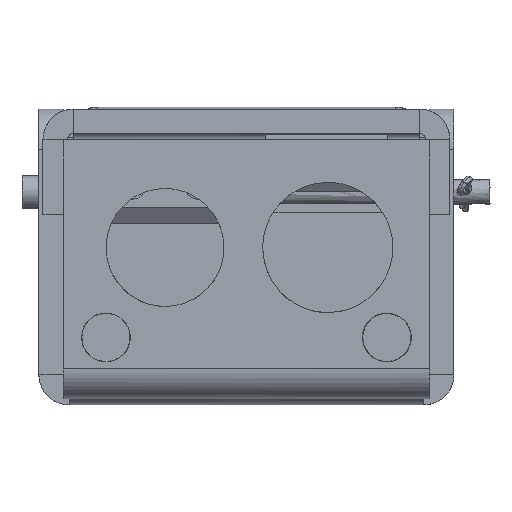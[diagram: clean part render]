
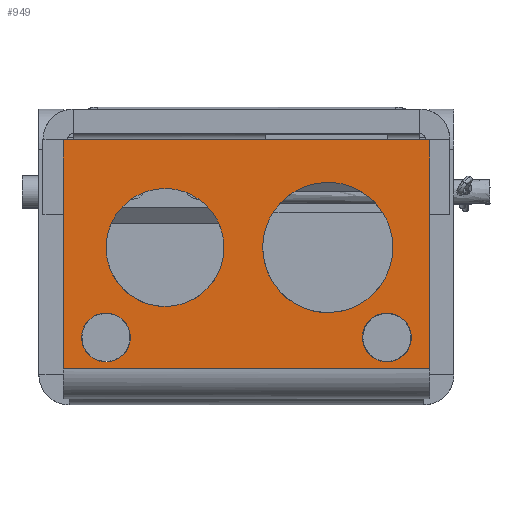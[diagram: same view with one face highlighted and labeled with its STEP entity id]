
A CAD part, left-side view. The second image highlights one B-rep face of the part: STEP entity #949.
In plain terms, the highlighted free-form (B-spline) face has degree [1, 1] with [2, 2] control points.
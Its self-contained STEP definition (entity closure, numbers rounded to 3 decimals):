
#120 = VERTEX_POINT('',#121);
#121 = CARTESIAN_POINT('',(1723.151,938.979,
    1153.779));
#126 = EDGE_CURVE('',#127,#120,#129,.T.);
#127 = VERTEX_POINT('',#128);
#128 = CARTESIAN_POINT('',(1723.151,938.979,
    1145.546));
#129 = ( BOUNDED_CURVE() B_SPLINE_CURVE(2,(#130,#131,#132,#133,#134),
.UNSPECIFIED.,.F.,.F.) B_SPLINE_CURVE_WITH_KNOTS((3,2,3),(3.142,
4.712,6.283),.PIECEWISE_BEZIER_KNOTS.) CURVE() 
GEOMETRIC_REPRESENTATION_ITEM() RATIONAL_B_SPLINE_CURVE((1.,
0.707,1.,0.707,1.)) REPRESENTATION_ITEM('') );
#130 = CARTESIAN_POINT('',(1723.151,938.979,
    1145.546));
#131 = CARTESIAN_POINT('',(1723.151,934.863,
    1145.546));
#132 = CARTESIAN_POINT('',(1723.151,934.863,
    1149.663));
#133 = CARTESIAN_POINT('',(1723.151,934.863,
    1153.779));
#134 = CARTESIAN_POINT('',(1723.151,938.979,
    1153.779));
#168 = VERTEX_POINT('',#169);
#169 = CARTESIAN_POINT('',(1723.151,891.613,
    1153.779));
#174 = EDGE_CURVE('',#175,#168,#177,.T.);
#175 = VERTEX_POINT('',#176);
#176 = CARTESIAN_POINT('',(1723.151,891.613,
    1145.546));
#177 = ( BOUNDED_CURVE() B_SPLINE_CURVE(2,(#178,#179,#180,#181,#182),
.UNSPECIFIED.,.F.,.F.) B_SPLINE_CURVE_WITH_KNOTS((3,2,3),(3.142,
4.712,6.283),.PIECEWISE_BEZIER_KNOTS.) CURVE() 
GEOMETRIC_REPRESENTATION_ITEM() RATIONAL_B_SPLINE_CURVE((1.,
0.707,1.,0.707,1.)) REPRESENTATION_ITEM('') );
#178 = CARTESIAN_POINT('',(1723.151,891.613,
    1145.546));
#179 = CARTESIAN_POINT('',(1723.151,887.496,
    1145.546));
#180 = CARTESIAN_POINT('',(1723.151,887.496,
    1149.663));
#181 = CARTESIAN_POINT('',(1723.151,887.496,
    1153.779));
#182 = CARTESIAN_POINT('',(1723.151,891.613,
    1153.779));
#214 = VERTEX_POINT('',#215);
#215 = CARTESIAN_POINT('',(1723.151,901.574,
    1153.853));
#233 = VERTEX_POINT('',#234);
#234 = CARTESIAN_POINT('',(1723.151,901.574,
    1175.808));
#239 = EDGE_CURVE('',#214,#233,#240,.T.);
#240 = ( BOUNDED_CURVE() B_SPLINE_CURVE(2,(#241,#242,#243,#244,#245),
.UNSPECIFIED.,.F.,.F.) B_SPLINE_CURVE_WITH_KNOTS((3,2,3),(3.142,
4.712,6.283),.PIECEWISE_BEZIER_KNOTS.) CURVE() 
GEOMETRIC_REPRESENTATION_ITEM() RATIONAL_B_SPLINE_CURVE((1.,
0.707,1.,0.707,1.)) REPRESENTATION_ITEM('') );
#241 = CARTESIAN_POINT('',(1723.151,901.574,
    1153.853));
#242 = CARTESIAN_POINT('',(1723.151,890.596,
    1153.853));
#243 = CARTESIAN_POINT('',(1723.151,890.596,
    1164.831));
#244 = CARTESIAN_POINT('',(1723.151,890.596,
    1175.808));
#245 = CARTESIAN_POINT('',(1723.151,901.574,
    1175.808));
#262 = VERTEX_POINT('',#263);
#263 = CARTESIAN_POINT('',(1723.151,929.018,
    1154.882));
#281 = VERTEX_POINT('',#282);
#282 = CARTESIAN_POINT('',(1723.151,929.018,
    1174.779));
#287 = EDGE_CURVE('',#262,#281,#288,.T.);
#288 = ( BOUNDED_CURVE() B_SPLINE_CURVE(2,(#289,#290,#291,#292,#293),
.UNSPECIFIED.,.F.,.F.) B_SPLINE_CURVE_WITH_KNOTS((3,2,3),(3.142,
4.712,6.283),.PIECEWISE_BEZIER_KNOTS.) CURVE() 
GEOMETRIC_REPRESENTATION_ITEM() RATIONAL_B_SPLINE_CURVE((1.,
0.707,1.,0.707,1.)) REPRESENTATION_ITEM('') );
#289 = CARTESIAN_POINT('',(1723.151,929.018,
    1154.882));
#290 = CARTESIAN_POINT('',(1723.151,919.07,
    1154.882));
#291 = CARTESIAN_POINT('',(1723.151,919.07,
    1164.831));
#292 = CARTESIAN_POINT('',(1723.151,919.07,
    1174.779));
#293 = CARTESIAN_POINT('',(1723.151,929.018,
    1174.779));
#860 = VERTEX_POINT('',#861);
#861 = CARTESIAN_POINT('',(1723.151,946.171,
    1144.416));
#896 = VERTEX_POINT('',#897);
#897 = CARTESIAN_POINT('',(1723.151,884.421,
    1144.416));
#919 = EDGE_CURVE('',#896,#860,#920,.T.);
#920 = B_SPLINE_CURVE_WITH_KNOTS('',1,(#921,#922),.UNSPECIFIED.,.F.,.F.,
  (2,2),(-12.5,32.5),.PIECEWISE_BEZIER_KNOTS.);
#921 = CARTESIAN_POINT('',(1723.151,884.421,
    1144.416));
#922 = CARTESIAN_POINT('',(1723.151,946.171,
    1144.416));
#949 = ADVANCED_FACE('',(#950,#961,#972,#983,#994),#1016,.F.);
#950 = FACE_BOUND('',#951,.T.);
#951 = EDGE_LOOP('',(#952,#960));
#952 = ORIENTED_EDGE('',*,*,#953,.F.);
#953 = EDGE_CURVE('',#120,#127,#954,.T.);
#954 = ( BOUNDED_CURVE() B_SPLINE_CURVE(2,(#955,#956,#957,#958,#959),
.UNSPECIFIED.,.F.,.F.) B_SPLINE_CURVE_WITH_KNOTS((3,2,3),(0.,
1.571,3.142),.PIECEWISE_BEZIER_KNOTS.) CURVE() 
GEOMETRIC_REPRESENTATION_ITEM() RATIONAL_B_SPLINE_CURVE((1.,
0.707,1.,0.707,1.)) REPRESENTATION_ITEM('') );
#955 = CARTESIAN_POINT('',(1723.151,938.979,
    1153.779));
#956 = CARTESIAN_POINT('',(1723.151,943.096,
    1153.779));
#957 = CARTESIAN_POINT('',(1723.151,943.096,
    1149.663));
#958 = CARTESIAN_POINT('',(1723.151,943.096,
    1145.546));
#959 = CARTESIAN_POINT('',(1723.151,938.979,
    1145.546));
#960 = ORIENTED_EDGE('',*,*,#126,.F.);
#961 = FACE_BOUND('',#962,.T.);
#962 = EDGE_LOOP('',(#963,#971));
#963 = ORIENTED_EDGE('',*,*,#964,.F.);
#964 = EDGE_CURVE('',#168,#175,#965,.T.);
#965 = ( BOUNDED_CURVE() B_SPLINE_CURVE(2,(#966,#967,#968,#969,#970),
.UNSPECIFIED.,.F.,.F.) B_SPLINE_CURVE_WITH_KNOTS((3,2,3),(0.,
1.571,3.142),.PIECEWISE_BEZIER_KNOTS.) CURVE() 
GEOMETRIC_REPRESENTATION_ITEM() RATIONAL_B_SPLINE_CURVE((1.,
0.707,1.,0.707,1.)) REPRESENTATION_ITEM('') );
#966 = CARTESIAN_POINT('',(1723.151,891.613,
    1153.779));
#967 = CARTESIAN_POINT('',(1723.151,895.729,
    1153.779));
#968 = CARTESIAN_POINT('',(1723.151,895.729,
    1149.663));
#969 = CARTESIAN_POINT('',(1723.151,895.729,
    1145.546));
#970 = CARTESIAN_POINT('',(1723.151,891.613,
    1145.546));
#971 = ORIENTED_EDGE('',*,*,#174,.F.);
#972 = FACE_BOUND('',#973,.T.);
#973 = EDGE_LOOP('',(#974,#975));
#974 = ORIENTED_EDGE('',*,*,#239,.F.);
#975 = ORIENTED_EDGE('',*,*,#976,.F.);
#976 = EDGE_CURVE('',#233,#214,#977,.T.);
#977 = ( BOUNDED_CURVE() B_SPLINE_CURVE(2,(#978,#979,#980,#981,#982),
.UNSPECIFIED.,.F.,.F.) B_SPLINE_CURVE_WITH_KNOTS((3,2,3),(0.,
1.571,3.142),.PIECEWISE_BEZIER_KNOTS.) CURVE() 
GEOMETRIC_REPRESENTATION_ITEM() RATIONAL_B_SPLINE_CURVE((1.,
0.707,1.,0.707,1.)) REPRESENTATION_ITEM('') );
#978 = CARTESIAN_POINT('',(1723.151,901.574,
    1175.808));
#979 = CARTESIAN_POINT('',(1723.151,912.552,
    1175.808));
#980 = CARTESIAN_POINT('',(1723.151,912.552,
    1164.831));
#981 = CARTESIAN_POINT('',(1723.151,912.552,
    1153.853));
#982 = CARTESIAN_POINT('',(1723.151,901.574,
    1153.853));
#983 = FACE_BOUND('',#984,.T.);
#984 = EDGE_LOOP('',(#985,#986));
#985 = ORIENTED_EDGE('',*,*,#287,.F.);
#986 = ORIENTED_EDGE('',*,*,#987,.F.);
#987 = EDGE_CURVE('',#281,#262,#988,.T.);
#988 = ( BOUNDED_CURVE() B_SPLINE_CURVE(2,(#989,#990,#991,#992,#993),
.UNSPECIFIED.,.F.,.F.) B_SPLINE_CURVE_WITH_KNOTS((3,2,3),(0.,
1.571,3.142),.PIECEWISE_BEZIER_KNOTS.) CURVE() 
GEOMETRIC_REPRESENTATION_ITEM() RATIONAL_B_SPLINE_CURVE((1.,
0.707,1.,0.707,1.)) REPRESENTATION_ITEM('') );
#989 = CARTESIAN_POINT('',(1723.151,929.018,
    1174.779));
#990 = CARTESIAN_POINT('',(1723.151,938.966,
    1174.779));
#991 = CARTESIAN_POINT('',(1723.151,938.966,
    1164.831));
#992 = CARTESIAN_POINT('',(1723.151,938.966,
    1154.882));
#993 = CARTESIAN_POINT('',(1723.151,929.018,
    1154.882));
#994 = FACE_BOUND('',#995,.T.);
#995 = EDGE_LOOP('',(#996,#997,#1004,#1011));
#996 = ORIENTED_EDGE('',*,*,#919,.F.);
#997 = ORIENTED_EDGE('',*,*,#998,.T.);
#998 = EDGE_CURVE('',#896,#999,#1001,.T.);
#999 = VERTEX_POINT('',#1000);
#1000 = CARTESIAN_POINT('',(1723.151,884.421,
    1182.966));
#1001 = B_SPLINE_CURVE_WITH_KNOTS('',1,(#1002,#1003),.UNSPECIFIED.,.F.,
  .F.,(2,2),(-28.093,0.),.PIECEWISE_BEZIER_KNOTS.);
#1002 = CARTESIAN_POINT('',(1723.151,884.421,
    1144.416));
#1003 = CARTESIAN_POINT('',(1723.151,884.421,
    1182.966));
#1004 = ORIENTED_EDGE('',*,*,#1005,.T.);
#1005 = EDGE_CURVE('',#999,#1006,#1008,.T.);
#1006 = VERTEX_POINT('',#1007);
#1007 = CARTESIAN_POINT('',(1723.151,946.171,
    1182.966));
#1008 = B_SPLINE_CURVE_WITH_KNOTS('',1,(#1009,#1010),.UNSPECIFIED.,.F.,
  .F.,(2,2),(-45.,0.),.PIECEWISE_BEZIER_KNOTS.);
#1009 = CARTESIAN_POINT('',(1723.151,884.421,
    1182.966));
#1010 = CARTESIAN_POINT('',(1723.151,946.171,
    1182.966));
#1011 = ORIENTED_EDGE('',*,*,#1012,.T.);
#1012 = EDGE_CURVE('',#1006,#860,#1013,.T.);
#1013 = B_SPLINE_CURVE_WITH_KNOTS('',1,(#1014,#1015),.UNSPECIFIED.,.F.,
  .F.,(2,2),(-28.83,-0.737),.PIECEWISE_BEZIER_KNOTS.);
#1014 = CARTESIAN_POINT('',(1723.151,946.171,
    1182.966));
#1015 = CARTESIAN_POINT('',(1723.151,946.171,
    1144.416));
#1016 = B_SPLINE_SURFACE_WITH_KNOTS('',1,1,(
    (#1017,#1018)
    ,(#1019,#1020
    )),.UNSPECIFIED.,.F.,.F.,.F.,(2,2),(2,2),(-13.216,
    14.877),(-12.5,32.5),.PIECEWISE_BEZIER_KNOTS.);
#1017 = CARTESIAN_POINT('',(1723.151,884.421,
    1182.966));
#1018 = CARTESIAN_POINT('',(1723.151,946.171,
    1182.966));
#1019 = CARTESIAN_POINT('',(1723.151,884.421,
    1144.416));
#1020 = CARTESIAN_POINT('',(1723.151,946.171,
    1144.416));
